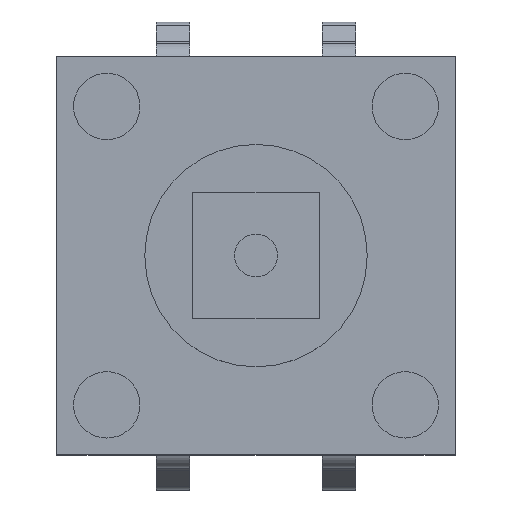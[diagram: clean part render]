
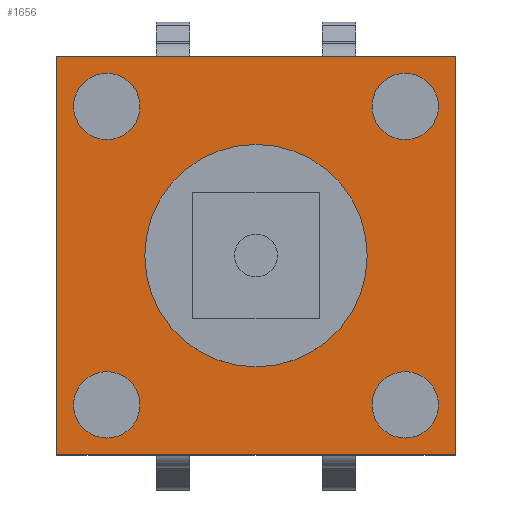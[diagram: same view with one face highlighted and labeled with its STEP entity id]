
A CAD part, top view. The second image highlights one B-rep face of the part: STEP entity #1656.
In plain terms, the highlighted planar face has unit normal (0, 0, 1).
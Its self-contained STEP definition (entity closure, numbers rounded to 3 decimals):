
#84=DIRECTION('',(0.,-1.,0.));
#85=VECTOR('',#84,12.);
#86=CARTESIAN_POINT('',(-6.,6.,0.));
#87=LINE('',#86,#85);
#100=DIRECTION('',(1.,0.,0.));
#101=VECTOR('',#100,12.);
#102=CARTESIAN_POINT('',(-6.,-6.,0.));
#103=LINE('',#102,#101);
#208=DIRECTION('',(0.,-1.,0.));
#209=VECTOR('',#208,12.);
#210=CARTESIAN_POINT('',(6.,6.,0.));
#211=LINE('',#210,#209);
#220=DIRECTION('',(1.,0.,0.));
#221=VECTOR('',#220,12.);
#222=CARTESIAN_POINT('',(-6.,6.,0.));
#223=LINE('',#222,#221);
#224=CARTESIAN_POINT('',(0.,0.,0.));
#225=DIRECTION('',(0.,0.,-1.));
#226=DIRECTION('',(1.,0.,0.));
#227=AXIS2_PLACEMENT_3D('',#224,#225,#226);
#229=CARTESIAN_POINT('',(0.,0.,0.));
#230=DIRECTION('',(0.,0.,-1.));
#231=DIRECTION('',(-1.,0.,0.));
#232=AXIS2_PLACEMENT_3D('',#229,#230,#231);
#234=CARTESIAN_POINT('',(-4.495,4.495,0.));
#235=DIRECTION('',(0.,0.,1.));
#236=DIRECTION('',(0.,1.,0.));
#237=AXIS2_PLACEMENT_3D('',#234,#235,#236);
#239=CARTESIAN_POINT('',(-4.495,4.495,0.));
#240=DIRECTION('',(0.,0.,1.));
#241=DIRECTION('',(0.,-1.,0.));
#242=AXIS2_PLACEMENT_3D('',#239,#240,#241);
#244=CARTESIAN_POINT('',(4.495,4.495,0.));
#245=DIRECTION('',(0.,0.,1.));
#246=DIRECTION('',(0.,1.,0.));
#247=AXIS2_PLACEMENT_3D('',#244,#245,#246);
#249=CARTESIAN_POINT('',(4.495,4.495,0.));
#250=DIRECTION('',(0.,0.,1.));
#251=DIRECTION('',(0.,-1.,0.));
#252=AXIS2_PLACEMENT_3D('',#249,#250,#251);
#254=CARTESIAN_POINT('',(4.495,-4.495,0.));
#255=DIRECTION('',(0.,0.,1.));
#256=DIRECTION('',(0.,1.,0.));
#257=AXIS2_PLACEMENT_3D('',#254,#255,#256);
#259=CARTESIAN_POINT('',(4.495,-4.495,0.));
#260=DIRECTION('',(0.,0.,1.));
#261=DIRECTION('',(0.,-1.,0.));
#262=AXIS2_PLACEMENT_3D('',#259,#260,#261);
#264=CARTESIAN_POINT('',(-4.495,-4.495,0.));
#265=DIRECTION('',(0.,0.,1.));
#266=DIRECTION('',(0.,1.,0.));
#267=AXIS2_PLACEMENT_3D('',#264,#265,#266);
#269=CARTESIAN_POINT('',(-4.495,-4.495,0.));
#270=DIRECTION('',(0.,0.,1.));
#271=DIRECTION('',(0.,-1.,0.));
#272=AXIS2_PLACEMENT_3D('',#269,#270,#271);
#1132=CARTESIAN_POINT('',(-6.,6.,0.));
#1133=CARTESIAN_POINT('',(-6.,-6.,0.));
#1134=VERTEX_POINT('',#1132);
#1135=VERTEX_POINT('',#1133);
#1140=CARTESIAN_POINT('',(6.,6.,0.));
#1141=CARTESIAN_POINT('',(6.,-6.,0.));
#1142=VERTEX_POINT('',#1140);
#1143=VERTEX_POINT('',#1141);
#1152=CARTESIAN_POINT('',(3.35,0.,0.));
#1153=CARTESIAN_POINT('',(-3.35,0.,0.));
#1154=VERTEX_POINT('',#1152);
#1155=VERTEX_POINT('',#1153);
#1196=CARTESIAN_POINT('',(-4.495,5.495,0.));
#1197=CARTESIAN_POINT('',(-4.495,3.495,0.));
#1198=VERTEX_POINT('',#1196);
#1199=VERTEX_POINT('',#1197);
#1200=CARTESIAN_POINT('',(4.495,5.495,0.));
#1201=CARTESIAN_POINT('',(4.495,3.495,0.));
#1202=VERTEX_POINT('',#1200);
#1203=VERTEX_POINT('',#1201);
#1204=CARTESIAN_POINT('',(4.495,-3.495,0.));
#1205=CARTESIAN_POINT('',(4.495,-5.495,0.));
#1206=VERTEX_POINT('',#1204);
#1207=VERTEX_POINT('',#1205);
#1208=CARTESIAN_POINT('',(-4.495,-3.495,0.));
#1209=CARTESIAN_POINT('',(-4.495,-5.495,0.));
#1210=VERTEX_POINT('',#1208);
#1211=VERTEX_POINT('',#1209);
#1615=CARTESIAN_POINT('',(-6.,6.,0.));
#1616=DIRECTION('',(0.,0.,1.));
#1617=DIRECTION('',(0.,-1.,0.));
#1618=AXIS2_PLACEMENT_3D('',#1615,#1616,#1617);
#1619=PLANE('',#1618);
#1620=ORIENTED_EDGE('',*,*,#1471,.F.);
#1621=ORIENTED_EDGE('',*,*,#1544,.T.);
#1622=ORIENTED_EDGE('',*,*,#1608,.T.);
#1623=ORIENTED_EDGE('',*,*,#1490,.F.);
#1624=EDGE_LOOP('',(#1620,#1621,#1622,#1623));
#1625=FACE_OUTER_BOUND('',#1624,.F.);
#1627=ORIENTED_EDGE('',*,*,#1626,.F.);
#1629=ORIENTED_EDGE('',*,*,#1628,.F.);
#1630=EDGE_LOOP('',(#1627,#1629));
#1631=FACE_BOUND('',#1630,.F.);
#1633=ORIENTED_EDGE('',*,*,#1632,.T.);
#1635=ORIENTED_EDGE('',*,*,#1634,.T.);
#1636=EDGE_LOOP('',(#1633,#1635));
#1637=FACE_BOUND('',#1636,.F.);
#1639=ORIENTED_EDGE('',*,*,#1638,.T.);
#1641=ORIENTED_EDGE('',*,*,#1640,.T.);
#1642=EDGE_LOOP('',(#1639,#1641));
#1643=FACE_BOUND('',#1642,.F.);
#1645=ORIENTED_EDGE('',*,*,#1644,.T.);
#1647=ORIENTED_EDGE('',*,*,#1646,.T.);
#1648=EDGE_LOOP('',(#1645,#1647));
#1649=FACE_BOUND('',#1648,.F.);
#1651=ORIENTED_EDGE('',*,*,#1650,.T.);
#1653=ORIENTED_EDGE('',*,*,#1652,.T.);
#1654=EDGE_LOOP('',(#1651,#1653));
#1655=FACE_BOUND('',#1654,.F.);
#1656=ADVANCED_FACE('',(#1625,#1631,#1637,#1643,#1649,#1655),#1619,.T.);
#228=CIRCLE('',#227,3.35);
#233=CIRCLE('',#232,3.35);
#238=CIRCLE('',#237,1.);
#243=CIRCLE('',#242,1.);
#248=CIRCLE('',#247,1.);
#253=CIRCLE('',#252,1.);
#258=CIRCLE('',#257,1.);
#263=CIRCLE('',#262,1.);
#268=CIRCLE('',#267,1.);
#273=CIRCLE('',#272,1.);
#1471=EDGE_CURVE('',#1134,#1135,#87,.T.);
#1490=EDGE_CURVE('',#1135,#1143,#103,.T.);
#1544=EDGE_CURVE('',#1134,#1142,#223,.T.);
#1608=EDGE_CURVE('',#1142,#1143,#211,.T.);
#1626=EDGE_CURVE('',#1154,#1155,#228,.T.);
#1628=EDGE_CURVE('',#1155,#1154,#233,.T.);
#1632=EDGE_CURVE('',#1198,#1199,#238,.T.);
#1634=EDGE_CURVE('',#1199,#1198,#243,.T.);
#1638=EDGE_CURVE('',#1202,#1203,#248,.T.);
#1640=EDGE_CURVE('',#1203,#1202,#253,.T.);
#1644=EDGE_CURVE('',#1206,#1207,#258,.T.);
#1646=EDGE_CURVE('',#1207,#1206,#263,.T.);
#1650=EDGE_CURVE('',#1210,#1211,#268,.T.);
#1652=EDGE_CURVE('',#1211,#1210,#273,.T.);
